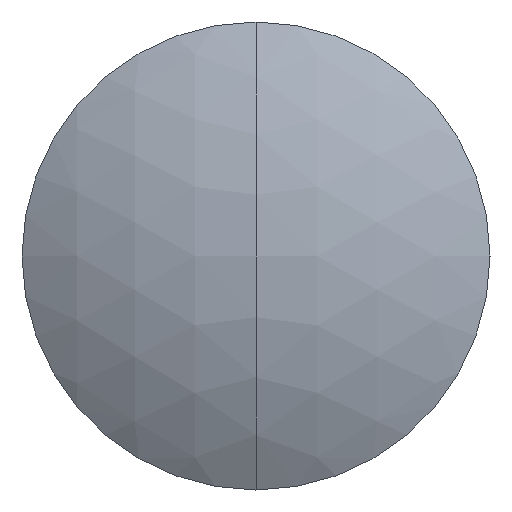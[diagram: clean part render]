
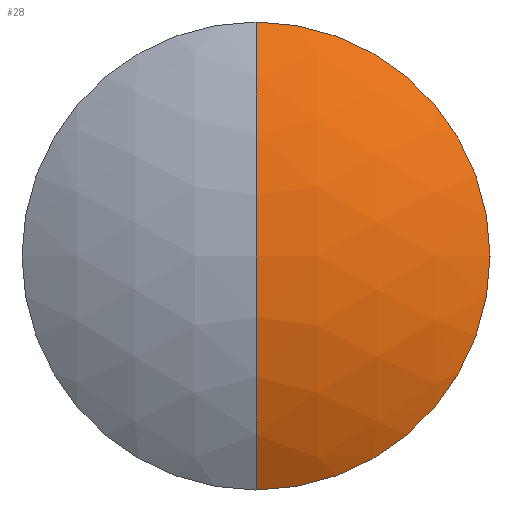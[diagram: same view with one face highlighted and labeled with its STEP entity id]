
A CAD part, left-side view. The second image highlights one B-rep face of the part: STEP entity #28.
In plain terms, the highlighted spherical face has radius 12.42 mm.
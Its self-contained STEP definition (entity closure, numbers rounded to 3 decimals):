
#1 = CIRCLE ( 'NONE', #126, 6.35 ) ;
#18 = DIRECTION ( 'NONE',  ( 0., 1., 0. ) ) ;
#23 = AXIS2_PLACEMENT_3D ( 'NONE', #179, #18, #204 ) ;
#28 = ADVANCED_FACE ( 'NONE', ( #32 ), #305, .T. ) ;
#32 = FACE_OUTER_BOUND ( 'NONE', #240, .T. ) ;
#35 = ORIENTED_EDGE ( 'NONE', *, *, #190, .F. ) ;
#41 = DIRECTION ( 'NONE',  ( 0., 0., 1. ) ) ;
#46 = DIRECTION ( 'NONE',  ( 0., -1., 0. ) ) ;
#65 = CARTESIAN_POINT ( 'NONE',  ( 22.538, 0., 0. ) ) ;
#73 = AXIS2_PLACEMENT_3D ( 'NONE', #203, #46, #225 ) ;
#88 = DIRECTION ( 'NONE',  ( 0., 0., -1. ) ) ;
#96 = CARTESIAN_POINT ( 'NONE',  ( 20.792, 0., 0. ) ) ;
#107 = AXIS2_PLACEMENT_3D ( 'NONE', #328, #192, #88 ) ;
#126 = AXIS2_PLACEMENT_3D ( 'NONE', #65, #219, #41 ) ;
#127 = CARTESIAN_POINT ( 'NONE',  ( 22.538, 0., 6.35 ) ) ;
#179 = CARTESIAN_POINT ( 'NONE',  ( 33.212, 0., 0. ) ) ;
#183 = EDGE_CURVE ( 'NONE', #300, #310, #338, .T. ) ;
#190 = EDGE_CURVE ( 'NONE', #253, #310, #326, .T. ) ;
#192 = DIRECTION ( 'NONE',  ( 0., -1., 0. ) ) ;
#203 = CARTESIAN_POINT ( 'NONE',  ( 33.212, 0., 0. ) ) ;
#204 = DIRECTION ( 'NONE',  ( 0., 0., 1. ) ) ;
#219 = DIRECTION ( 'NONE',  ( -1., 0., 0. ) ) ;
#225 = DIRECTION ( 'NONE',  ( 0., 0., -1. ) ) ;
#226 = CARTESIAN_POINT ( 'NONE',  ( 22.538, 0., -6.35 ) ) ;
#240 = EDGE_LOOP ( 'NONE', ( #325, #293, #35 ) ) ;
#253 = VERTEX_POINT ( 'NONE', #226 ) ;
#293 = ORIENTED_EDGE ( 'NONE', *, *, #183, .T. ) ;
#300 = VERTEX_POINT ( 'NONE', #127 ) ;
#305 = SPHERICAL_SURFACE ( 'NONE', #107, 12.42 ) ;
#310 = VERTEX_POINT ( 'NONE', #96 ) ;
#318 = EDGE_CURVE ( 'NONE', #253, #300, #1, .T. ) ;
#325 = ORIENTED_EDGE ( 'NONE', *, *, #318, .T. ) ;
#326 = CIRCLE ( 'NONE', #23, 12.42 ) ;
#328 = CARTESIAN_POINT ( 'NONE',  ( 33.212, 0., 0. ) ) ;
#338 = CIRCLE ( 'NONE', #73, 12.42 ) ;
